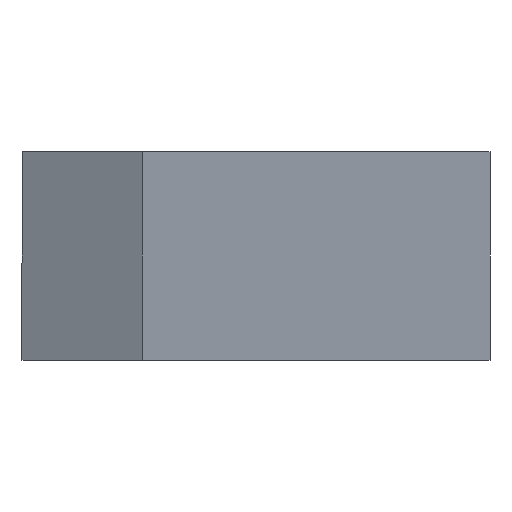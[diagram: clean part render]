
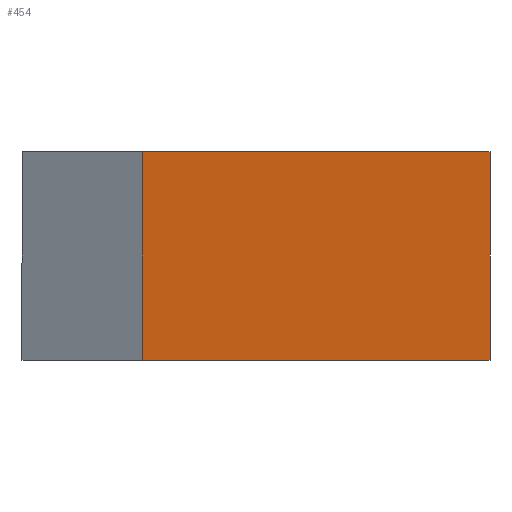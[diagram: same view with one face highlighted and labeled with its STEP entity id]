
A CAD part, left-side view. The second image highlights one B-rep face of the part: STEP entity #454.
In plain terms, the highlighted planar face has unit normal (-0.5, -0.866, 0).
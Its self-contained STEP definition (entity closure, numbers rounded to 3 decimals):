
#12 = LINE ( 'NONE', #386, #269 ) ;
#15 = VERTEX_POINT ( 'NONE', #374 ) ;
#27 = VECTOR ( 'NONE', #67, 1000. ) ;
#50 = LINE ( 'NONE', #518, #327 ) ;
#53 = DIRECTION ( 'NONE',  ( 0., 0., 1. ) ) ;
#58 = LINE ( 'NONE', #525, #131 ) ;
#62 = FACE_OUTER_BOUND ( 'NONE', #191, .T. ) ;
#65 = CARTESIAN_POINT ( 'NONE',  ( -12.172, -21.082, 0. ) ) ;
#67 = DIRECTION ( 'NONE',  ( -0.866, 0.5, 0. ) ) ;
#74 = CARTESIAN_POINT ( 'NONE',  ( -20.456, -16.299, 48.795 ) ) ;
#90 = EDGE_CURVE ( 'NONE', #150, #246, #452, .T. ) ;
#116 = DIRECTION ( 'NONE',  ( -0.866, 0.5, 0. ) ) ;
#131 = VECTOR ( 'NONE', #304, 1000. ) ;
#135 = CARTESIAN_POINT ( 'NONE',  ( -107.059, 33.701, 78.795 ) ) ;
#150 = VERTEX_POINT ( 'NONE', #247 ) ;
#152 = DIRECTION ( 'NONE',  ( 0.5, 0.866, 0. ) ) ;
#177 = AXIS2_PLACEMENT_3D ( 'NONE', #65, #152, #116 ) ;
#191 = EDGE_LOOP ( 'NONE', ( #227, #445, #197, #271 ) ) ;
#197 = ORIENTED_EDGE ( 'NONE', *, *, #297, .F. ) ;
#227 = ORIENTED_EDGE ( 'NONE', *, *, #90, .F. ) ;
#246 = VERTEX_POINT ( 'NONE', #428 ) ;
#247 = CARTESIAN_POINT ( 'NONE',  ( -20.456, -16.299, 48.795 ) ) ;
#269 = VECTOR ( 'NONE', #298, 1000. ) ;
#271 = ORIENTED_EDGE ( 'NONE', *, *, #387, .F. ) ;
#297 = EDGE_CURVE ( 'NONE', #434, #15, #12, .T. ) ;
#298 = DIRECTION ( 'NONE',  ( 0.866, -0.5, 0. ) ) ;
#301 = EDGE_CURVE ( 'NONE', #15, #150, #58, .T. ) ;
#304 = DIRECTION ( 'NONE',  ( 0., 0., -1. ) ) ;
#327 = VECTOR ( 'NONE', #53, 1000. ) ;
#359 = PLANE ( 'NONE',  #177 ) ;
#374 = CARTESIAN_POINT ( 'NONE',  ( -20.456, -16.299, 78.795 ) ) ;
#386 = CARTESIAN_POINT ( 'NONE',  ( -63.758, 8.701, 78.795 ) ) ;
#387 = EDGE_CURVE ( 'NONE', #246, #434, #50, .T. ) ;
#428 = CARTESIAN_POINT ( 'NONE',  ( -107.059, 33.701, 48.795 ) ) ;
#434 = VERTEX_POINT ( 'NONE', #135 ) ;
#445 = ORIENTED_EDGE ( 'NONE', *, *, #301, .F. ) ;
#452 = LINE ( 'NONE', #74, #27 ) ;
#454 = ADVANCED_FACE ( 'NONE', ( #62 ), #359, .F. ) ;
#518 = CARTESIAN_POINT ( 'NONE',  ( -107.059, 33.701, 48.795 ) ) ;
#525 = CARTESIAN_POINT ( 'NONE',  ( -20.456, -16.299, 78.795 ) ) ;
